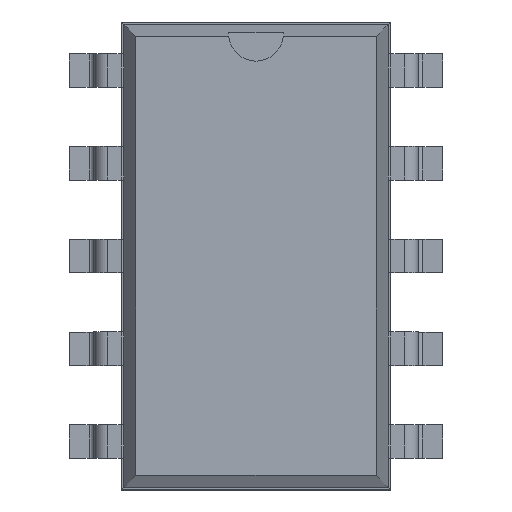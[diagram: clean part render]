
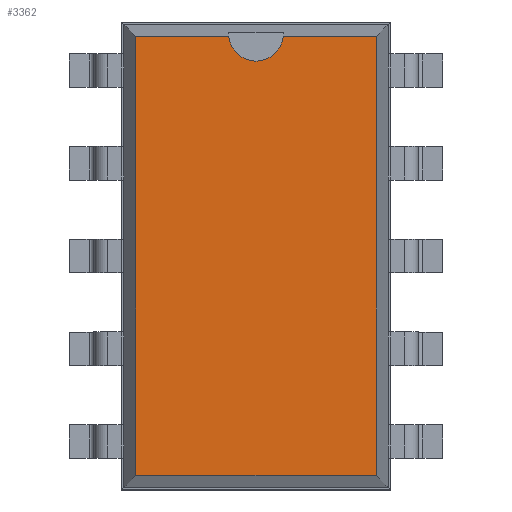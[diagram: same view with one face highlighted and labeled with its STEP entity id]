
A CAD part, top view. The second image highlights one B-rep face of the part: STEP entity #3362.
In plain terms, the highlighted planar face has unit normal (0, 0, 1).
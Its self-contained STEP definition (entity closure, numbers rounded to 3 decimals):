
#27=VECTOR('',#28,1.);
#28=DIRECTION('',(0.,1.,0.));
#34=VECTOR('',#35,1.);
#35=DIRECTION('',(-1.,0.,0.));
#41=VECTOR('',#42,1.);
#42=DIRECTION('',(0.,-1.,0.));
#46=VECTOR('',#47,1.);
#47=DIRECTION('',(1.,0.,0.));
#50=DIRECTION('',(0.,0.,-1.));
#768=DIRECTION('',(0.,0.,-1.));
#2285=VERTEX_POINT('',#2286);
#2286=CARTESIAN_POINT('',(3.296,6.011,3.68));
#2288=ORIENTED_EDGE('',*,*,#2289,.F.);
#2289=EDGE_CURVE('',#2290,#2285,#2292,.T.);
#2290=VERTEX_POINT('',#2291);
#2291=CARTESIAN_POINT('',(3.296,-6.011,3.68));
#2292=LINE('',#2291,#27);
#2796=VERTEX_POINT('',#2797);
#2797=CARTESIAN_POINT('',(-3.296,6.011,3.68));
#2799=ORIENTED_EDGE('',*,*,#2800,.F.);
#2800=EDGE_CURVE('',#2801,#2796,#2803,.T.);
#2801=VERTEX_POINT('',#2802);
#2802=CARTESIAN_POINT('',(-0.746,6.011,3.68));
#2803=LINE('',#2286,#34);
#2822=VERTEX_POINT('',#2823);
#2823=CARTESIAN_POINT('',(0.746,6.011,3.68));
#2829=ORIENTED_EDGE('',*,*,#2830,.F.);
#2830=EDGE_CURVE('',#2285,#2822,#2803,.T.);
#2853=VERTEX_POINT('',#2854);
#2854=CARTESIAN_POINT('',(-3.296,-6.011,3.68));
#2856=ORIENTED_EDGE('',*,*,#2857,.F.);
#2857=EDGE_CURVE('',#2796,#2853,#2858,.T.);
#2858=LINE('',#2797,#41);
#3357=ORIENTED_EDGE('',*,*,#3358,.F.);
#3358=EDGE_CURVE('',#2853,#2290,#3359,.T.);
#3359=LINE('',#2854,#46);
#3362=ADVANCED_FACE('',(#3363),#3374,.F.);
#3363=FACE_BOUND('',#3364,.F.);
#3364=EDGE_LOOP('',(#2288,#3357,#2856,#2799,#3365,#3372,#2829));
#3365=ORIENTED_EDGE('',*,*,#3366,.F.);
#3366=EDGE_CURVE('',#3367,#2801,#3369,.T.);
#3367=VERTEX_POINT('',#3368);
#3368=CARTESIAN_POINT('',(0.,5.336,3.68));
#3369=CIRCLE('',#3370,0.75);
#3370=AXIS2_PLACEMENT_3D('',#3371,#768,#42);
#3371=CARTESIAN_POINT('',(0.,6.086,3.68));
#3372=ORIENTED_EDGE('',*,*,#3373,.F.);
#3373=EDGE_CURVE('',#2822,#3367,#3369,.T.);
#3374=PLANE('',#3375);
#3375=AXIS2_PLACEMENT_3D('',#2291,#50,#3376);
#3376=DIRECTION('',(-0.481,0.877,0.));
